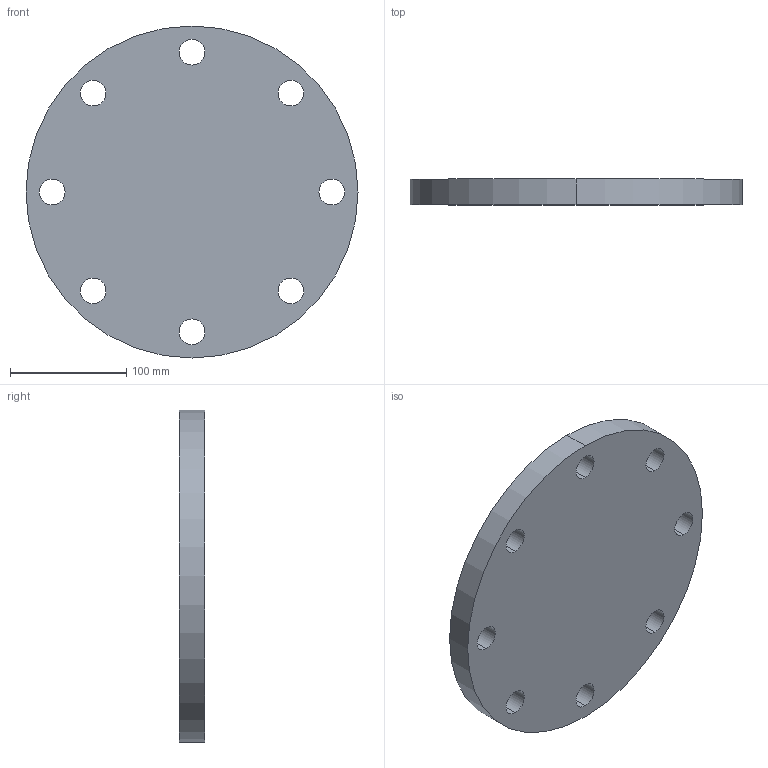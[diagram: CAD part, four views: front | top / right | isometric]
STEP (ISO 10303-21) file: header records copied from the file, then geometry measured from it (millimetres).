
FILE_DESCRIPTION (( 'STEP AP203' ), '1' );
FILE_NAME ('3D_R184-N_PN16_150_176571340.STEP', '2025-01-18T09:47:49', ( '' ), ( '' ), 'SwSTEP 2.0', 'SolidWorks 2023', '' );
FILE_SCHEMA (( 'CONFIG_CONTROL_DESIGN' ));
Length unit declared in the file: millimetre
Products named in the file (1): 3D_R184-N_PN16_150_176571340
Bounding box: 285 x 22 x 285 mm (x, y, z)
Volume: 1306550.7 mm3; surface area: 158824.8 mm2
Topology: 1 solids, 1 shells, 26 faces, 66 edges, 44 vertices
Faces by surface type: cylinder 22, plane 4
Entity records: 923 total; most frequent: DIRECTION 164, CARTESIAN_POINT 137, ORIENTED_EDGE 132, AXIS2_PLACEMENT_3D 71, EDGE_CURVE 66, VERTEX_POINT 44, CIRCLE 44, EDGE_LOOP 44
